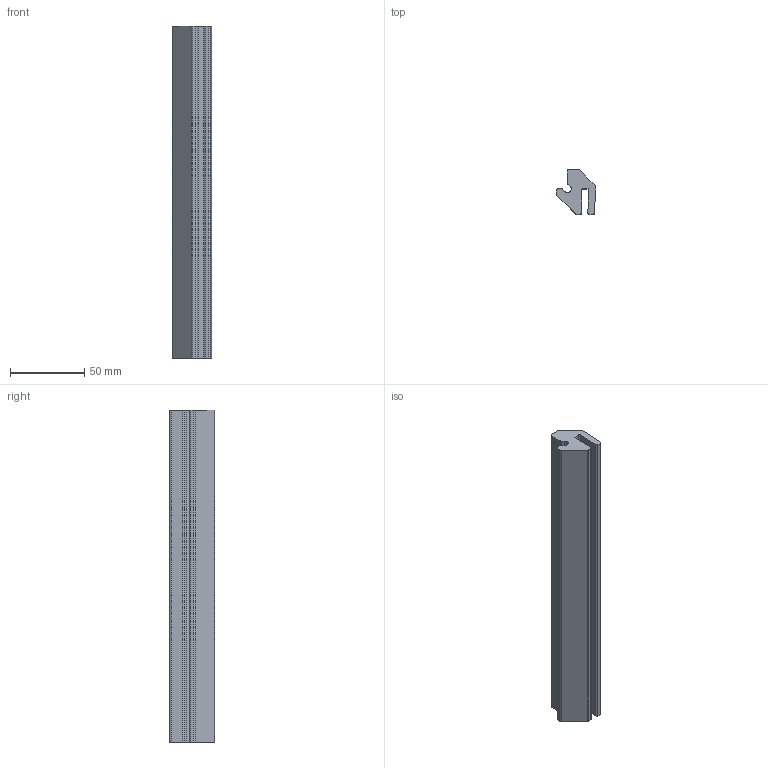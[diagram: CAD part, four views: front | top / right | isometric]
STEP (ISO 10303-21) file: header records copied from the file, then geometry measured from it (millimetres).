
FILE_DESCRIPTION(/* description */ ('CARRYWAY BARCAP, S7000, CUT TO LG, 8.83 IN, UHMW PE BLACK'),/* implementation_level */ '2;1');
FILE_NAME(/* name */ 'stp_DPP-2980896-001.stp',/* time_stamp */ '2023-11-30T03:28:13-05:00',/* author */ ('CBS'),/* organization */ (''),/* preprocessor_version */ 'ST-DEVELOPER v19.2',/* originating_system */ 'Autodesk Inventor 2023',/* authorisation */ '');
FILE_SCHEMA (('AUTOMOTIVE_DESIGN { 1 0 10303 214 3 1 1 }'));
Length unit declared in the file: millimetre
Products named in the file (1): DPP-2980896-001
Bounding box: 26.74 x 30.62 x 224.28 mm (x, y, z)
Volume: 101673.2 mm3; surface area: 31541.6 mm2
Topology: 1 solids, 1 shells, 30 faces, 84 edges, 56 vertices
Faces by surface type: plane 16, cylinder 14
Entity records: 1028 total; most frequent: DIRECTION 174, CARTESIAN_POINT 171, ORIENTED_EDGE 168, EDGE_CURVE 84, AXIS2_PLACEMENT_3D 59, LINE 56, VECTOR 56, VERTEX_POINT 56
